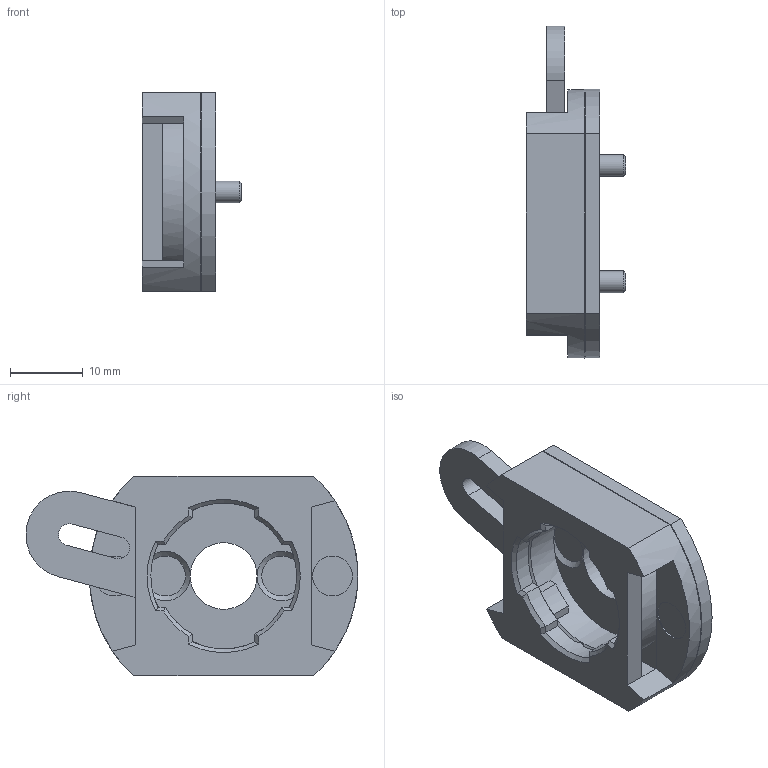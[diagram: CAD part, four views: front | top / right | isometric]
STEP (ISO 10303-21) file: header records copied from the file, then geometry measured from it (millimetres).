
FILE_DESCRIPTION( ( 'Unknown' ), '1' );
FILE_NAME( 'BA 22.stp', 'Unknown', ( 'Unknown' ), ( 'Unknown' ), 'PSStep 14.0', 'Unknown', ' ' );
FILE_SCHEMA( ( 'AUTOMOTIVE_DESIGN { 1 0 10303 214 1 1 1 1 }' ) );
Length unit declared in the file: millimetre
Products named in the file (6): Assem1; KG 22 01; KG 22 02; DIN965-A2-M3x4; DIN965-A2-M3x5; KG 22 04
Assembly tree (7 placements, depth 2):
  Assem1
    KG 22 01
    KG 22 02
    DIN965-A2-M3x4  x2
    DIN965-A2-M3x5  x2
    KG 22 04
Bounding box: 13.64 x 45.73 x 27.5 mm (x, y, z)
Volume: 5030.6 mm3; surface area: 6371.5 mm2
Topology: 7 solids, 7 shells, 146 faces, 370 edges, 233 vertices
Faces by surface type: plane 68, cylinder 50, cone 28
Full cylindrical faces by diameter (mm): 2.459 x2, 3 x4, 3.1 x2, 3.2 x2, 5.5 x6, 5.6 x2, 9.2 x1, 20.1 x1, 24 x1
Entity records: 7190 total; most frequent: CARTESIAN_POINT 764, DIRECTION 724, ORIENTED_EDGE 630, PRESENTATION_STYLE_ASSIGNMENT 552, COLOUR_RGB 552, STYLED_ITEM 434, CURVE_STYLE 418, DRAUGHTING_PRE_DEFINED_CURVE_FONT 418
